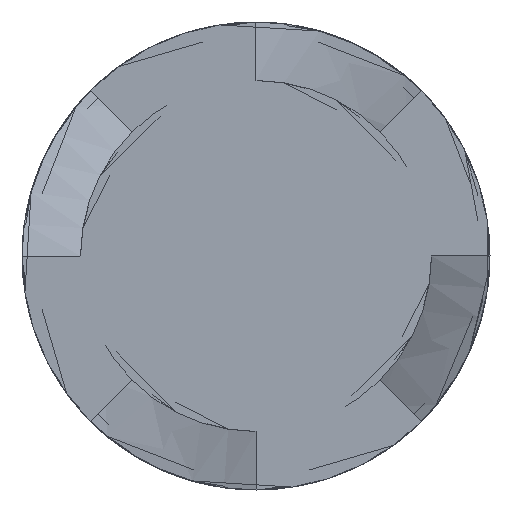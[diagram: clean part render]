
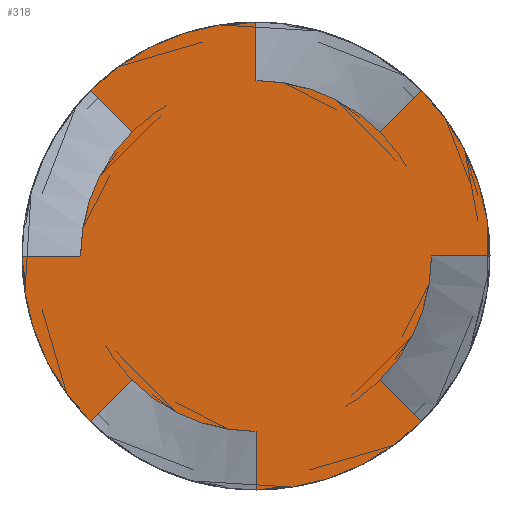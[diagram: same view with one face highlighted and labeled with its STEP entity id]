
A CAD part, front view. The second image highlights one B-rep face of the part: STEP entity #318.
In plain terms, the highlighted planar face has unit normal (0, -1, 0).
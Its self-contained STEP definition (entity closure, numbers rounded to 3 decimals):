
#16=PLANE('',#342);
#17=CIRCLE('',#333,3.);
#18=CIRCLE('',#334,4.);
#19=CIRCLE('',#335,3.);
#20=CIRCLE('',#336,4.);
#21=CIRCLE('',#337,3.);
#22=CIRCLE('',#338,4.);
#23=CIRCLE('',#339,3.);
#24=CIRCLE('',#340,4.);
#42=FACE_OUTER_BOUND('',#60,.T.);
#60=EDGE_LOOP('',(#269,#270,#271,#272,#273,#274,#275,#276,#277,#278,#279,
#280,#281,#282,#283,#284));
#93=LINE('',#944,#101);
#94=LINE('',#2664,#102);
#95=LINE('',#4241,#103);
#96=LINE('',#5818,#104);
#97=LINE('',#7395,#105);
#98=LINE('',#8972,#106);
#99=LINE('',#10549,#107);
#100=LINE('',#12126,#108);
#101=VECTOR('',#345,10.);
#102=VECTOR('',#348,10.);
#103=VECTOR('',#351,10.);
#104=VECTOR('',#354,10.);
#105=VECTOR('',#357,10.);
#106=VECTOR('',#360,10.);
#107=VECTOR('',#363,10.);
#108=VECTOR('',#366,10.);
#109=VERTEX_POINT('',#942);
#110=VERTEX_POINT('',#943);
#113=VERTEX_POINT('',#1945);
#115=VERTEX_POINT('',#2663);
#117=VERTEX_POINT('',#3522);
#119=VERTEX_POINT('',#4240);
#121=VERTEX_POINT('',#5099);
#123=VERTEX_POINT('',#5817);
#125=VERTEX_POINT('',#6676);
#127=VERTEX_POINT('',#7394);
#129=VERTEX_POINT('',#8253);
#131=VERTEX_POINT('',#8971);
#133=VERTEX_POINT('',#9830);
#135=VERTEX_POINT('',#10548);
#137=VERTEX_POINT('',#11407);
#139=VERTEX_POINT('',#12125);
#141=EDGE_CURVE('',#109,#110,#93,.T.);
#145=EDGE_CURVE('',#113,#110,#17,.T.);
#148=EDGE_CURVE('',#115,#113,#94,.T.);
#151=EDGE_CURVE('',#117,#115,#18,.T.);
#154=EDGE_CURVE('',#117,#119,#95,.T.);
#157=EDGE_CURVE('',#121,#119,#19,.T.);
#160=EDGE_CURVE('',#123,#121,#96,.T.);
#163=EDGE_CURVE('',#125,#123,#20,.T.);
#166=EDGE_CURVE('',#125,#127,#97,.T.);
#169=EDGE_CURVE('',#129,#127,#21,.T.);
#172=EDGE_CURVE('',#131,#129,#98,.T.);
#175=EDGE_CURVE('',#133,#131,#22,.T.);
#178=EDGE_CURVE('',#133,#135,#99,.T.);
#181=EDGE_CURVE('',#137,#135,#23,.T.);
#184=EDGE_CURVE('',#139,#137,#100,.T.);
#187=EDGE_CURVE('',#109,#139,#24,.T.);
#269=ORIENTED_EDGE('',*,*,#187,.F.);
#270=ORIENTED_EDGE('',*,*,#141,.T.);
#271=ORIENTED_EDGE('',*,*,#145,.F.);
#272=ORIENTED_EDGE('',*,*,#148,.F.);
#273=ORIENTED_EDGE('',*,*,#151,.F.);
#274=ORIENTED_EDGE('',*,*,#154,.T.);
#275=ORIENTED_EDGE('',*,*,#157,.F.);
#276=ORIENTED_EDGE('',*,*,#160,.F.);
#277=ORIENTED_EDGE('',*,*,#163,.F.);
#278=ORIENTED_EDGE('',*,*,#166,.T.);
#279=ORIENTED_EDGE('',*,*,#169,.F.);
#280=ORIENTED_EDGE('',*,*,#172,.F.);
#281=ORIENTED_EDGE('',*,*,#175,.F.);
#282=ORIENTED_EDGE('',*,*,#178,.T.);
#283=ORIENTED_EDGE('',*,*,#181,.F.);
#284=ORIENTED_EDGE('',*,*,#184,.F.);
#318=ADVANCED_FACE('',(#42),#16,.F.);
#333=AXIS2_PLACEMENT_3D('',#1946,#346,#347);
#334=AXIS2_PLACEMENT_3D('',#3523,#349,#350);
#335=AXIS2_PLACEMENT_3D('',#5100,#352,#353);
#336=AXIS2_PLACEMENT_3D('',#6677,#355,#356);
#337=AXIS2_PLACEMENT_3D('',#8254,#358,#359);
#338=AXIS2_PLACEMENT_3D('',#9831,#361,#362);
#339=AXIS2_PLACEMENT_3D('',#11408,#364,#365);
#340=AXIS2_PLACEMENT_3D('',#12984,#367,#368);
#342=AXIS2_PLACEMENT_3D('',#12991,#371,#372);
#345=DIRECTION('',(0.708,0.,0.707));
#346=DIRECTION('center_axis',(0.,1.,0.));
#347=DIRECTION('ref_axis',(0.,0.,-1.));
#348=DIRECTION('',(-0.001,0.,1.));
#349=DIRECTION('center_axis',(0.,1.,0.));
#350=DIRECTION('ref_axis',(0.707,0.,-0.707));
#351=DIRECTION('',(-0.707,0.,0.708));
#352=DIRECTION('center_axis',(0.,1.,0.));
#353=DIRECTION('ref_axis',(1.,0.,0.));
#354=DIRECTION('',(-1.,0.,-0.001));
#355=DIRECTION('center_axis',(0.,1.,0.));
#356=DIRECTION('ref_axis',(0.707,0.,0.707));
#357=DIRECTION('',(-0.708,0.,-0.707));
#358=DIRECTION('center_axis',(0.,1.,0.));
#359=DIRECTION('ref_axis',(0.,0.,1.));
#360=DIRECTION('',(0.001,0.,-1.));
#361=DIRECTION('center_axis',(0.,1.,0.));
#362=DIRECTION('ref_axis',(-0.707,0.,0.707));
#363=DIRECTION('',(0.707,0.,-0.708));
#364=DIRECTION('center_axis',(0.,1.,0.));
#365=DIRECTION('ref_axis',(-1.,0.,0.));
#366=DIRECTION('',(1.,0.,0.001));
#367=DIRECTION('center_axis',(0.,1.,0.));
#368=DIRECTION('ref_axis',(-0.707,0.,-0.707));
#371=DIRECTION('center_axis',(0.,1.,0.));
#372=DIRECTION('ref_axis',(1.,0.,0.));
#942=CARTESIAN_POINT('',(-2.829,0.,-2.828));
#943=CARTESIAN_POINT('',(-2.121,0.,-2.121));
#944=CARTESIAN_POINT('',(-2.829,0.,-2.828));
#1945=CARTESIAN_POINT('',(0.,0.,-3.));
#1946=CARTESIAN_POINT('Origin',(0.,0.,0.));
#2663=CARTESIAN_POINT('',(0.001,0.,-4.));
#2664=CARTESIAN_POINT('',(0.001,0.,-4.));
#3522=CARTESIAN_POINT('',(2.828,0.,-2.829));
#3523=CARTESIAN_POINT('Origin',(0.,0.,0.));
#4240=CARTESIAN_POINT('',(2.121,0.,-2.121));
#4241=CARTESIAN_POINT('',(2.828,0.,-2.829));
#5099=CARTESIAN_POINT('',(3.,0.,0.));
#5100=CARTESIAN_POINT('Origin',(0.,0.,0.));
#5817=CARTESIAN_POINT('',(4.,0.,0.001));
#5818=CARTESIAN_POINT('',(4.,0.,0.001));
#6676=CARTESIAN_POINT('',(2.829,0.,2.828));
#6677=CARTESIAN_POINT('Origin',(0.,0.,0.));
#7394=CARTESIAN_POINT('',(2.121,0.,2.121));
#7395=CARTESIAN_POINT('',(2.829,0.,2.828));
#8253=CARTESIAN_POINT('',(0.,0.,3.));
#8254=CARTESIAN_POINT('Origin',(0.,0.,0.));
#8971=CARTESIAN_POINT('',(-0.001,0.,4.));
#8972=CARTESIAN_POINT('',(-0.001,0.,4.));
#9830=CARTESIAN_POINT('',(-2.828,0.,2.829));
#9831=CARTESIAN_POINT('Origin',(0.,0.,0.));
#10548=CARTESIAN_POINT('',(-2.121,0.,2.121));
#10549=CARTESIAN_POINT('',(-2.828,0.,2.829));
#11407=CARTESIAN_POINT('',(-3.,0.,0.));
#11408=CARTESIAN_POINT('Origin',(0.,0.,0.));
#12125=CARTESIAN_POINT('',(-4.,0.,-0.001));
#12126=CARTESIAN_POINT('',(-4.,0.,-0.001));
#12984=CARTESIAN_POINT('Origin',(0.,0.,0.));
#12991=CARTESIAN_POINT('Origin',(0.,0.,0.));
